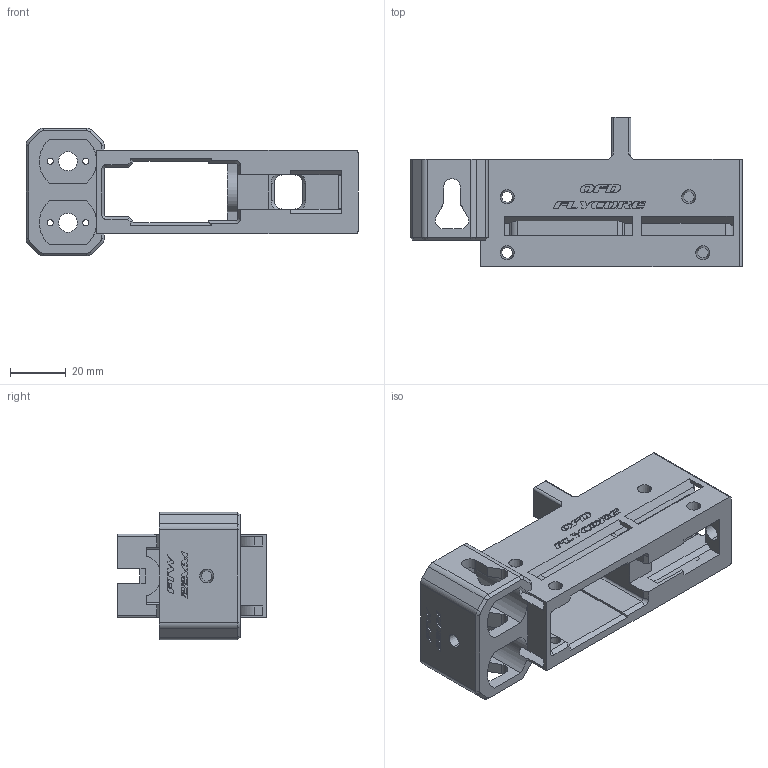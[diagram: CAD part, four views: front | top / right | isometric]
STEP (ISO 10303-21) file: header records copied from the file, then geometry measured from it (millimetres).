
FILE_DESCRIPTION (( 'STEP AP214' ), '1' );
FILE_NAME ('OFD_FLYCORE_STRAIGHT_FTW_22MM_V1.STEP', '2022-10-01T14:10:04', ( '' ), ( '' ), 'SwSTEP 2.0', 'SolidWorks 2020', '' );
FILE_SCHEMA (( 'AUTOMOTIVE_DESIGN' ));
Length unit declared in the file: millimetre
Products named in the file (1): OFD_FLYCORE_STRAIGHT_FTW_22MM_V1
Bounding box: 118.75 x 53.5 x 45.7 mm (x, y, z)
Volume: 66883.4 mm3; surface area: 32521.4 mm2
Topology: 1 solids, 1 shells, 848 faces, 2385 edges, 1568 vertices
Faces by surface type: plane 445, bspline 273, cylinder 86, cone 44
Entity records: 34904 total; most frequent: CARTESIAN_POINT 14650, ORIENTED_EDGE 4770, DIRECTION 3197, EDGE_CURVE 2385, LINE 1575, VECTOR 1575, VERTEX_POINT 1568, EDGE_LOOP 925
